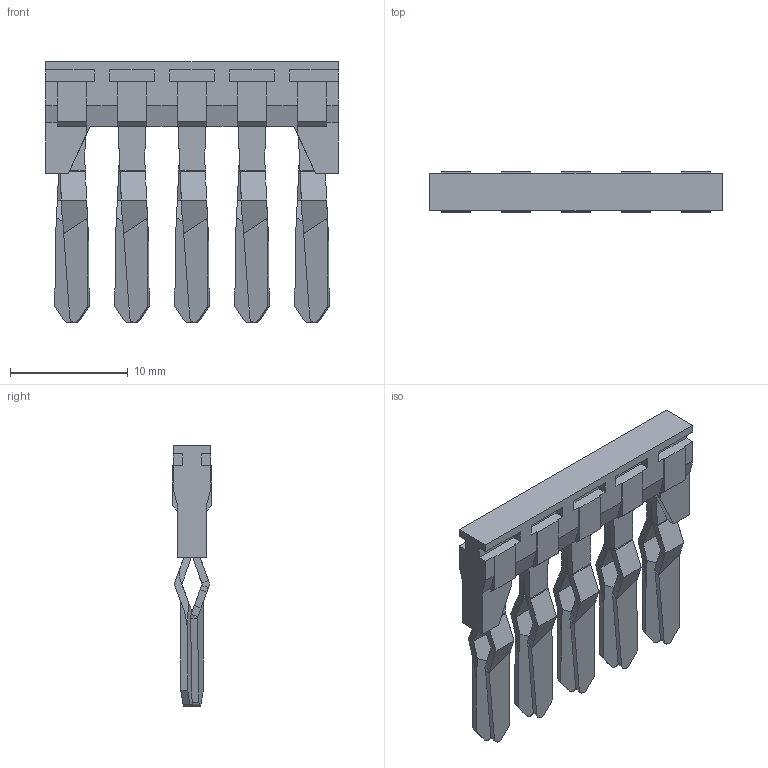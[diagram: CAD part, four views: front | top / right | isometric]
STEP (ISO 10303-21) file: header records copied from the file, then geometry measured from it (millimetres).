
FILE_DESCRIPTION(/* description */ (''),/* implementation_level */ '2;1');
FILE_NAME(/* name */ '17405.8_FIQI_2.5-4_5.stp',/* time_stamp */ '2018-06-26T10:04:55+02:00',/* author */ (''),/* organization */ (''),/* preprocessor_version */ 'ST-DEVELOPER v16',/* originating_system */ 'SIEMENS PLM Software NX 10.0',/* authorisation */ '');
FILE_SCHEMA (('AP203_CONFIGURATION_CONTROLLED_3D_DESIGN_OF_MECHANICAL_PARTS_AND_ASSEMBLIES_MIM_LF { 1 0 10303 403 2 1 2}'));
Length unit declared in the file: millimetre
Products named in the file (1): scho2214D57Bx40y
Bounding box: 24.9 x 3.4 x 22.17 mm (x, y, z)
Volume: 641.6 mm3; surface area: 1352.2 mm2
Topology: 1 solids, 1 shells, 384 faces, 1067 edges, 688 vertices
Faces by surface type: plane 296, cylinder 48, bspline 40
Entity records: 13471 total; most frequent: CARTESIAN_POINT 3730, ORIENTED_EDGE 2170, DIRECTION 1715, EDGE_CURVE 1085, LINE 897, VECTOR 897, VERTEX_POINT 718, AXIS2_PLACEMENT_3D 409
